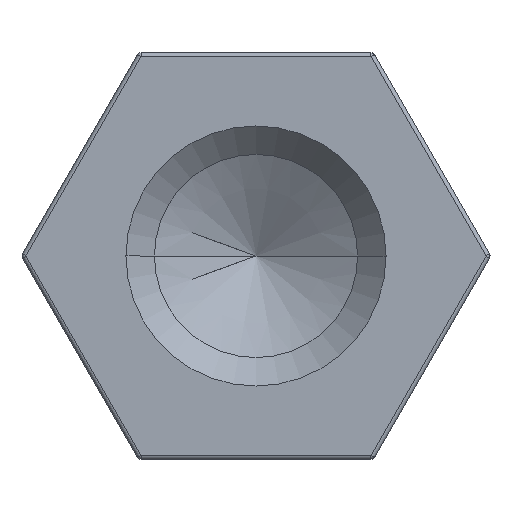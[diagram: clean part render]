
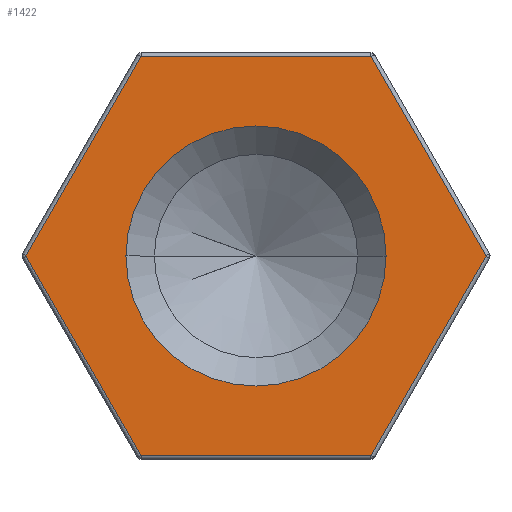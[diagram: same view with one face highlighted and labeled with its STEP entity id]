
A CAD part, left-side view. The second image highlights one B-rep face of the part: STEP entity #1422.
In plain terms, the highlighted planar face has unit normal (-1, 0, 0).
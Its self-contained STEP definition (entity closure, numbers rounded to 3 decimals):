
#39 = CARTESIAN_POINT ( 'NONE',  ( 0., 2.829, -4.9 ) ) ;
#46 = AXIS2_PLACEMENT_3D ( 'NONE', #139, #133, #150 ) ;
#83 = LINE ( 'NONE', #628, #1105 ) ;
#84 = DIRECTION ( 'NONE',  ( 0., 1., 0. ) ) ;
#92 = DIRECTION ( 'NONE',  ( 1., 0., 0. ) ) ;
#101 = CARTESIAN_POINT ( 'NONE',  ( 0., 0., 0. ) ) ;
#105 = CARTESIAN_POINT ( 'NONE',  ( 0., -3.2, 0. ) ) ;
#133 = DIRECTION ( 'NONE',  ( 1., 0., 0. ) ) ;
#139 = CARTESIAN_POINT ( 'NONE',  ( 0., 0., 0. ) ) ;
#150 = DIRECTION ( 'NONE',  ( 0., 1., 0. ) ) ;
#202 = VERTEX_POINT ( 'NONE', #212 ) ;
#212 = CARTESIAN_POINT ( 'NONE',  ( 0., -5.658, 0. ) ) ;
#242 = VERTEX_POINT ( 'NONE', #39 ) ;
#266 = CIRCLE ( 'NONE', #46, 3.2 ) ;
#273 = EDGE_CURVE ( 'NONE', #961, #863, #266, .T. ) ;
#278 = CARTESIAN_POINT ( 'NONE',  ( 0., 4.244, -2.45 ) ) ;
#345 = VECTOR ( 'NONE', #1299, 1000. ) ;
#375 = ORIENTED_EDGE ( 'NONE', *, *, #652, .T. ) ;
#398 = EDGE_CURVE ( 'NONE', #925, #202, #805, .T. ) ;
#432 = EDGE_CURVE ( 'NONE', #863, #961, #1022, .T. ) ;
#434 = VERTEX_POINT ( 'NONE', #548 ) ;
#466 = CARTESIAN_POINT ( 'NONE',  ( 0., 0., -4.9 ) ) ;
#510 = VECTOR ( 'NONE', #815, 1000. ) ;
#538 = ORIENTED_EDGE ( 'NONE', *, *, #642, .T. ) ;
#542 = ORIENTED_EDGE ( 'NONE', *, *, #627, .T. ) ;
#546 = ORIENTED_EDGE ( 'NONE', *, *, #639, .T. ) ;
#547 = ORIENTED_EDGE ( 'NONE', *, *, #625, .T. ) ;
#548 = CARTESIAN_POINT ( 'NONE',  ( 0., -2.829, 4.9 ) ) ;
#549 = ORIENTED_EDGE ( 'NONE', *, *, #398, .T. ) ;
#552 = ORIENTED_EDGE ( 'NONE', *, *, #432, .T. ) ;
#556 = ORIENTED_EDGE ( 'NONE', *, *, #273, .T. ) ;
#560 = CARTESIAN_POINT ( 'NONE',  ( 0., 5.658, 0. ) ) ;
#566 = VECTOR ( 'NONE', #623, 1000. ) ;
#582 = DIRECTION ( 'NONE',  ( 0., -1., 0. ) ) ;
#584 = CARTESIAN_POINT ( 'NONE',  ( 0., 4.244, 2.45 ) ) ;
#613 = VERTEX_POINT ( 'NONE', #560 ) ;
#618 = LINE ( 'NONE', #466, #1159 ) ;
#623 = DIRECTION ( 'NONE',  ( 0., 0.5, -0.866 ) ) ;
#625 = EDGE_CURVE ( 'NONE', #242, #925, #618, .T. ) ;
#627 = EDGE_CURVE ( 'NONE', #791, #613, #1308, .T. ) ;
#628 = CARTESIAN_POINT ( 'NONE',  ( 0., -4.244, 2.45 ) ) ;
#639 = EDGE_CURVE ( 'NONE', #613, #242, #1288, .T. ) ;
#642 = EDGE_CURVE ( 'NONE', #202, #434, #83, .T. ) ;
#651 = DIRECTION ( 'NONE',  ( 0., -0.5, -0.866 ) ) ;
#652 = EDGE_CURVE ( 'NONE', #434, #791, #1121, .T. ) ;
#791 = VERTEX_POINT ( 'NONE', #1354 ) ;
#804 = DIRECTION ( 'NONE',  ( 0., 0.5, 0.866 ) ) ;
#805 = LINE ( 'NONE', #1396, #345 ) ;
#809 = EDGE_LOOP ( 'NONE', ( #552, #556 ) ) ;
#815 = DIRECTION ( 'NONE',  ( 0., 1., 0. ) ) ;
#834 = EDGE_LOOP ( 'NONE', ( #538, #375, #542, #546, #547, #549 ) ) ;
#853 = CARTESIAN_POINT ( 'NONE',  ( 0., 0., 4.9 ) ) ;
#863 = VERTEX_POINT ( 'NONE', #1304 ) ;
#913 = AXIS2_PLACEMENT_3D ( 'NONE', #101, #92, #84 ) ;
#925 = VERTEX_POINT ( 'NONE', #1132 ) ;
#961 = VERTEX_POINT ( 'NONE', #105 ) ;
#983 = VECTOR ( 'NONE', #651, 1000. ) ;
#992 = AXIS2_PLACEMENT_3D ( 'NONE', #1166, #1108, #1296 ) ;
#1012 = FACE_BOUND ( 'NONE', #809, .T. ) ;
#1022 = CIRCLE ( 'NONE', #913, 3.2 ) ;
#1105 = VECTOR ( 'NONE', #804, 1000. ) ;
#1108 = DIRECTION ( 'NONE',  ( 1., 0., 0. ) ) ;
#1121 = LINE ( 'NONE', #853, #510 ) ;
#1132 = CARTESIAN_POINT ( 'NONE',  ( 0., -2.829, -4.9 ) ) ;
#1159 = VECTOR ( 'NONE', #582, 1000. ) ;
#1166 = CARTESIAN_POINT ( 'NONE',  ( 0., 0., 0. ) ) ;
#1225 = PLANE ( 'NONE',  #992 ) ;
#1288 = LINE ( 'NONE', #278, #983 ) ;
#1296 = DIRECTION ( 'NONE',  ( 0., 1., 0. ) ) ;
#1299 = DIRECTION ( 'NONE',  ( 0., -0.5, 0.866 ) ) ;
#1304 = CARTESIAN_POINT ( 'NONE',  ( 0., 3.2, 0. ) ) ;
#1307 = FACE_OUTER_BOUND ( 'NONE', #834, .T. ) ;
#1308 = LINE ( 'NONE', #584, #566 ) ;
#1354 = CARTESIAN_POINT ( 'NONE',  ( 0., 2.829, 4.9 ) ) ;
#1396 = CARTESIAN_POINT ( 'NONE',  ( 0., -4.244, -2.45 ) ) ;
#1422 = ADVANCED_FACE ( 'NONE', ( #1307, #1012 ), #1225, .F. ) ;
